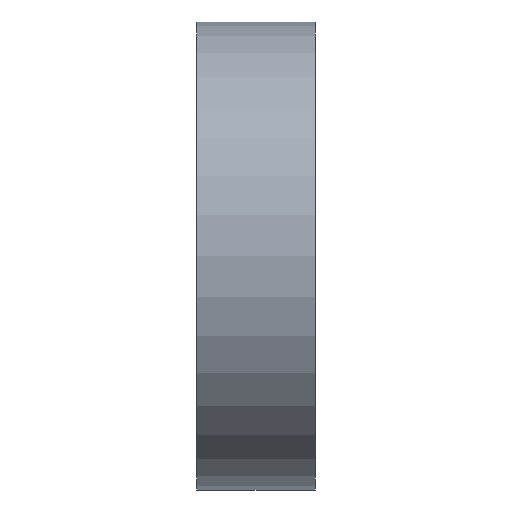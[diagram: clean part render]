
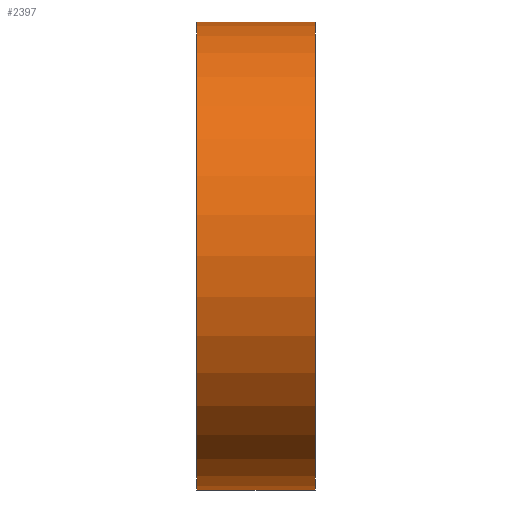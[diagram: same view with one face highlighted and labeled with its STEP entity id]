
A CAD part, front view. The second image highlights one B-rep face of the part: STEP entity #2397.
In plain terms, the highlighted cylindrical face has radius 25 mm (diameter 50 mm), a full revolution.
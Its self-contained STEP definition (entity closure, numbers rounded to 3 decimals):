
#256=FACE_OUTER_BOUND('',#369,.T.);
#369=EDGE_LOOP('',(#2037,#2038,#2039,#2040,#2041,#2042));
#702=LINE('',#3847,#995);
#995=VECTOR('',#3171,25.);
#1034=CIRCLE('',#2569,25.);
#1035=CIRCLE('',#2570,25.);
#1036=CIRCLE('',#2571,25.);
#1037=CIRCLE('',#2572,25.);
#1258=VERTEX_POINT('',#3842);
#1259=VERTEX_POINT('',#3843);
#1260=VERTEX_POINT('',#3846);
#1261=VERTEX_POINT('',#3848);
#1592=EDGE_CURVE('',#1258,#1259,#1034,.T.);
#1593=EDGE_CURVE('',#1259,#1258,#1035,.T.);
#1594=EDGE_CURVE('',#1259,#1260,#702,.T.);
#1595=EDGE_CURVE('',#1260,#1261,#1036,.T.);
#1596=EDGE_CURVE('',#1261,#1260,#1037,.T.);
#2037=ORIENTED_EDGE('',*,*,#1592,.F.);
#2038=ORIENTED_EDGE('',*,*,#1593,.F.);
#2039=ORIENTED_EDGE('',*,*,#1594,.T.);
#2040=ORIENTED_EDGE('',*,*,#1595,.T.);
#2041=ORIENTED_EDGE('',*,*,#1596,.T.);
#2042=ORIENTED_EDGE('',*,*,#1594,.F.);
#2286=CYLINDRICAL_SURFACE('',#2568,25.);
#2397=ADVANCED_FACE('',(#256),#2286,.T.);
#2568=AXIS2_PLACEMENT_3D('',#3841,#3165,#3166);
#2569=AXIS2_PLACEMENT_3D('',#3844,#3167,#3168);
#2570=AXIS2_PLACEMENT_3D('',#3845,#3169,#3170);
#2571=AXIS2_PLACEMENT_3D('',#3849,#3172,#3173);
#2572=AXIS2_PLACEMENT_3D('',#3850,#3174,#3175);
#3165=DIRECTION('center_axis',(-1.,0.,0.));
#3166=DIRECTION('ref_axis',(0.,0.,1.));
#3167=DIRECTION('center_axis',(-1.,0.,0.));
#3168=DIRECTION('ref_axis',(0.,0.,1.));
#3169=DIRECTION('center_axis',(-1.,0.,0.));
#3170=DIRECTION('ref_axis',(0.,0.,1.));
#3171=DIRECTION('',(1.,0.,0.));
#3172=DIRECTION('center_axis',(-1.,0.,0.));
#3173=DIRECTION('ref_axis',(0.,0.,1.));
#3174=DIRECTION('center_axis',(-1.,0.,0.));
#3175=DIRECTION('ref_axis',(0.,0.,1.));
#3841=CARTESIAN_POINT('Origin',(0.,0.,0.));
#3842=CARTESIAN_POINT('',(-12.7,0.,25.));
#3843=CARTESIAN_POINT('',(-12.7,0.,-25.));
#3844=CARTESIAN_POINT('Origin',(-12.7,0.,0.));
#3845=CARTESIAN_POINT('Origin',(-12.7,0.,0.));
#3846=CARTESIAN_POINT('',(0.,0.,-25.));
#3847=CARTESIAN_POINT('',(0.,0.,-25.));
#3848=CARTESIAN_POINT('',(0.,0.,25.));
#3849=CARTESIAN_POINT('Origin',(0.,0.,0.));
#3850=CARTESIAN_POINT('Origin',(0.,0.,0.));
